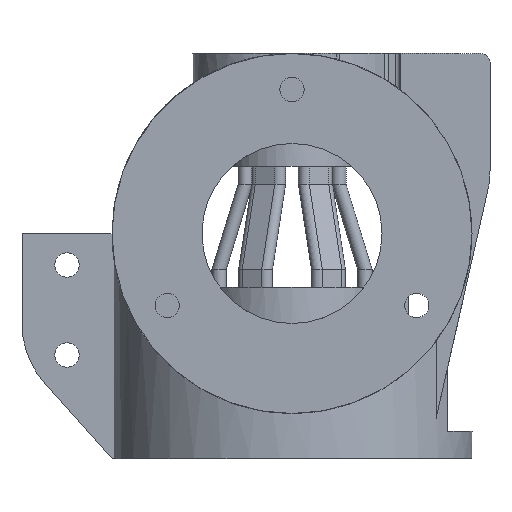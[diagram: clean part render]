
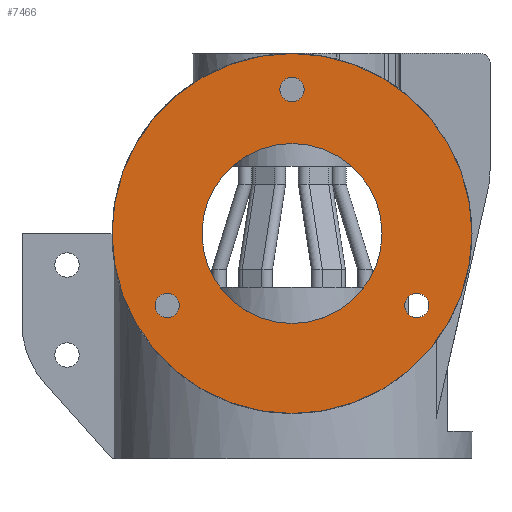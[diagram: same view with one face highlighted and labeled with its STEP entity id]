
A CAD part, left-side view. The second image highlights one B-rep face of the part: STEP entity #7466.
In plain terms, the highlighted planar face has unit normal (-1, 0, 0).
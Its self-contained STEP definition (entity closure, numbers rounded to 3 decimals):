
#467 = CYLINDRICAL_SURFACE('',#468,10.);
#468 = AXIS2_PLACEMENT_3D('',#469,#470,#471);
#469 = CARTESIAN_POINT('',(25.,0.,0.));
#470 = DIRECTION('',(-1.,0.,0.));
#471 = DIRECTION('',(0.,0.,1.));
#2706 = VERTEX_POINT('',#2707);
#2707 = CARTESIAN_POINT('',(-20.,0.,10.));
#2728 = EDGE_CURVE('',#2706,#2729,#2731,.T.);
#2729 = VERTEX_POINT('',#2730);
#2730 = CARTESIAN_POINT('',(-20.,0.,-10.));
#2731 = SURFACE_CURVE('',#2732,(#2737,#2744),.PCURVE_S1.);
#2732 = CIRCLE('',#2733,10.);
#2733 = AXIS2_PLACEMENT_3D('',#2734,#2735,#2736);
#2734 = CARTESIAN_POINT('',(-20.,0.,0.));
#2735 = DIRECTION('',(-1.,0.,0.));
#2736 = DIRECTION('',(0.,0.,1.));
#2737 = PCURVE('',#467,#2738);
#2738 = DEFINITIONAL_REPRESENTATION('',(#2739),#2743);
#2739 = LINE('',#2740,#2741);
#2740 = CARTESIAN_POINT('',(-6.283,45.));
#2741 = VECTOR('',#2742,1.);
#2742 = DIRECTION('',(1.,0.));
#2743 = ( GEOMETRIC_REPRESENTATION_CONTEXT(2) 
PARAMETRIC_REPRESENTATION_CONTEXT() REPRESENTATION_CONTEXT('2D SPACE',''
  ) );
#2744 = PCURVE('',#2745,#2750);
#2745 = PLANE('',#2746);
#2746 = AXIS2_PLACEMENT_3D('',#2747,#2748,#2749);
#2747 = CARTESIAN_POINT('',(-20.,0.,0.));
#2748 = DIRECTION('',(1.,0.,0.));
#2749 = DIRECTION('',(0.,0.,1.));
#2750 = DEFINITIONAL_REPRESENTATION('',(#2751),#2759);
#2751 = ( BOUNDED_CURVE() B_SPLINE_CURVE(2,(#2752,#2753,#2754,#2755,
#2756,#2757,#2758),.UNSPECIFIED.,.F.,.F.) B_SPLINE_CURVE_WITH_KNOTS((1,2
    ,2,2,2,1),(-2.094,0.,2.094,4.189,
6.283,8.378),.UNSPECIFIED.) CURVE() 
GEOMETRIC_REPRESENTATION_ITEM() RATIONAL_B_SPLINE_CURVE((1.,0.5,1.,0.5,
1.,0.5,1.)) REPRESENTATION_ITEM('') );
#2752 = CARTESIAN_POINT('',(10.,0.));
#2753 = CARTESIAN_POINT('',(10.,-17.321));
#2754 = CARTESIAN_POINT('',(-5.,-8.66));
#2755 = CARTESIAN_POINT('',(-20.,0.));
#2756 = CARTESIAN_POINT('',(-5.,8.66));
#2757 = CARTESIAN_POINT('',(10.,17.321));
#2758 = CARTESIAN_POINT('',(10.,0.));
#2759 = ( GEOMETRIC_REPRESENTATION_CONTEXT(2) 
PARAMETRIC_REPRESENTATION_CONTEXT() REPRESENTATION_CONTEXT('2D SPACE',''
  ) );
#2761 = EDGE_CURVE('',#2729,#2706,#2762,.T.);
#2762 = SURFACE_CURVE('',#2763,(#2768,#2775),.PCURVE_S1.);
#2763 = CIRCLE('',#2764,10.);
#2764 = AXIS2_PLACEMENT_3D('',#2765,#2766,#2767);
#2765 = CARTESIAN_POINT('',(-20.,0.,0.));
#2766 = DIRECTION('',(-1.,0.,0.));
#2767 = DIRECTION('',(0.,0.,1.));
#2768 = PCURVE('',#467,#2769);
#2769 = DEFINITIONAL_REPRESENTATION('',(#2770),#2774);
#2770 = LINE('',#2771,#2772);
#2771 = CARTESIAN_POINT('',(-6.283,45.));
#2772 = VECTOR('',#2773,1.);
#2773 = DIRECTION('',(1.,0.));
#2774 = ( GEOMETRIC_REPRESENTATION_CONTEXT(2) 
PARAMETRIC_REPRESENTATION_CONTEXT() REPRESENTATION_CONTEXT('2D SPACE',''
  ) );
#2775 = PCURVE('',#2745,#2776);
#2776 = DEFINITIONAL_REPRESENTATION('',(#2777),#2785);
#2777 = ( BOUNDED_CURVE() B_SPLINE_CURVE(2,(#2778,#2779,#2780,#2781,
#2782,#2783,#2784),.UNSPECIFIED.,.F.,.F.) B_SPLINE_CURVE_WITH_KNOTS((1,2
    ,2,2,2,1),(-2.094,0.,2.094,4.189,
6.283,8.378),.UNSPECIFIED.) CURVE() 
GEOMETRIC_REPRESENTATION_ITEM() RATIONAL_B_SPLINE_CURVE((1.,0.5,1.,0.5,
1.,0.5,1.)) REPRESENTATION_ITEM('') );
#2778 = CARTESIAN_POINT('',(10.,0.));
#2779 = CARTESIAN_POINT('',(10.,-17.321));
#2780 = CARTESIAN_POINT('',(-5.,-8.66));
#2781 = CARTESIAN_POINT('',(-20.,0.));
#2782 = CARTESIAN_POINT('',(-5.,8.66));
#2783 = CARTESIAN_POINT('',(10.,17.321));
#2784 = CARTESIAN_POINT('',(10.,0.));
#2785 = ( GEOMETRIC_REPRESENTATION_CONTEXT(2) 
PARAMETRIC_REPRESENTATION_CONTEXT() REPRESENTATION_CONTEXT('2D SPACE',''
  ) );
#7466 = ADVANCED_FACE('',(#7467,#7527,#7558,#7589,#7593),#2745,.F.);
#7467 = FACE_BOUND('',#7468,.T.);
#7468 = EDGE_LOOP('',(#7469,#7500));
#7469 = ORIENTED_EDGE('',*,*,#7470,.F.);
#7470 = EDGE_CURVE('',#7471,#7473,#7475,.T.);
#7471 = VERTEX_POINT('',#7472);
#7472 = CARTESIAN_POINT('',(-20.,0.,20.));
#7473 = VERTEX_POINT('',#7474);
#7474 = CARTESIAN_POINT('',(-20.,0.,-20.));
#7475 = SURFACE_CURVE('',#7476,(#7481,#7488),.PCURVE_S1.);
#7476 = CIRCLE('',#7477,20.);
#7477 = AXIS2_PLACEMENT_3D('',#7478,#7479,#7480);
#7478 = CARTESIAN_POINT('',(-20.,0.,0.));
#7479 = DIRECTION('',(1.,0.,0.));
#7480 = DIRECTION('',(0.,0.,1.));
#7481 = PCURVE('',#2745,#7482);
#7482 = DEFINITIONAL_REPRESENTATION('',(#7483),#7487);
#7483 = CIRCLE('',#7484,20.);
#7484 = AXIS2_PLACEMENT_2D('',#7485,#7486);
#7485 = CARTESIAN_POINT('',(0.,0.));
#7486 = DIRECTION('',(1.,0.));
#7487 = ( GEOMETRIC_REPRESENTATION_CONTEXT(2) 
PARAMETRIC_REPRESENTATION_CONTEXT() REPRESENTATION_CONTEXT('2D SPACE',''
  ) );
#7488 = PCURVE('',#7489,#7494);
#7489 = CYLINDRICAL_SURFACE('',#7490,20.);
#7490 = AXIS2_PLACEMENT_3D('',#7491,#7492,#7493);
#7491 = CARTESIAN_POINT('',(-20.,0.,0.));
#7492 = DIRECTION('',(1.,0.,0.));
#7493 = DIRECTION('',(0.,0.,1.));
#7494 = DEFINITIONAL_REPRESENTATION('',(#7495),#7499);
#7495 = LINE('',#7496,#7497);
#7496 = CARTESIAN_POINT('',(0.,0.));
#7497 = VECTOR('',#7498,1.);
#7498 = DIRECTION('',(1.,0.));
#7499 = ( GEOMETRIC_REPRESENTATION_CONTEXT(2) 
PARAMETRIC_REPRESENTATION_CONTEXT() REPRESENTATION_CONTEXT('2D SPACE',''
  ) );
#7500 = ORIENTED_EDGE('',*,*,#7501,.F.);
#7501 = EDGE_CURVE('',#7473,#7471,#7502,.T.);
#7502 = SURFACE_CURVE('',#7503,(#7508,#7515),.PCURVE_S1.);
#7503 = CIRCLE('',#7504,20.);
#7504 = AXIS2_PLACEMENT_3D('',#7505,#7506,#7507);
#7505 = CARTESIAN_POINT('',(-20.,0.,0.));
#7506 = DIRECTION('',(1.,0.,0.));
#7507 = DIRECTION('',(0.,0.,1.));
#7508 = PCURVE('',#2745,#7509);
#7509 = DEFINITIONAL_REPRESENTATION('',(#7510),#7514);
#7510 = CIRCLE('',#7511,20.);
#7511 = AXIS2_PLACEMENT_2D('',#7512,#7513);
#7512 = CARTESIAN_POINT('',(0.,0.));
#7513 = DIRECTION('',(1.,0.));
#7514 = ( GEOMETRIC_REPRESENTATION_CONTEXT(2) 
PARAMETRIC_REPRESENTATION_CONTEXT() REPRESENTATION_CONTEXT('2D SPACE',''
  ) );
#7515 = PCURVE('',#7516,#7521);
#7516 = CYLINDRICAL_SURFACE('',#7517,20.);
#7517 = AXIS2_PLACEMENT_3D('',#7518,#7519,#7520);
#7518 = CARTESIAN_POINT('',(-20.,0.,0.));
#7519 = DIRECTION('',(1.,0.,0.));
#7520 = DIRECTION('',(0.,0.,1.));
#7521 = DEFINITIONAL_REPRESENTATION('',(#7522),#7526);
#7522 = LINE('',#7523,#7524);
#7523 = CARTESIAN_POINT('',(0.,0.));
#7524 = VECTOR('',#7525,1.);
#7525 = DIRECTION('',(1.,0.));
#7526 = ( GEOMETRIC_REPRESENTATION_CONTEXT(2) 
PARAMETRIC_REPRESENTATION_CONTEXT() REPRESENTATION_CONTEXT('2D SPACE',''
  ) );
#7527 = FACE_BOUND('',#7528,.T.);
#7528 = EDGE_LOOP('',(#7529));
#7529 = ORIENTED_EDGE('',*,*,#7530,.T.);
#7530 = EDGE_CURVE('',#7531,#7531,#7533,.T.);
#7531 = VERTEX_POINT('',#7532);
#7532 = CARTESIAN_POINT('',(-20.,-1.35,16.));
#7533 = SURFACE_CURVE('',#7534,(#7539,#7546),.PCURVE_S1.);
#7534 = CIRCLE('',#7535,1.35);
#7535 = AXIS2_PLACEMENT_3D('',#7536,#7537,#7538);
#7536 = CARTESIAN_POINT('',(-20.,0.,16.));
#7537 = DIRECTION('',(1.,0.,0.));
#7538 = DIRECTION('',(0.,-1.,0.));
#7539 = PCURVE('',#2745,#7540);
#7540 = DEFINITIONAL_REPRESENTATION('',(#7541),#7545);
#7541 = CIRCLE('',#7542,1.35);
#7542 = AXIS2_PLACEMENT_2D('',#7543,#7544);
#7543 = CARTESIAN_POINT('',(16.,0.));
#7544 = DIRECTION('',(0.,1.));
#7545 = ( GEOMETRIC_REPRESENTATION_CONTEXT(2) 
PARAMETRIC_REPRESENTATION_CONTEXT() REPRESENTATION_CONTEXT('2D SPACE',''
  ) );
#7546 = PCURVE('',#7547,#7552);
#7547 = CYLINDRICAL_SURFACE('',#7548,1.35);
#7548 = AXIS2_PLACEMENT_3D('',#7549,#7550,#7551);
#7549 = CARTESIAN_POINT('',(-10.,0.,16.));
#7550 = DIRECTION('',(1.,0.,0.));
#7551 = DIRECTION('',(0.,-1.,0.));
#7552 = DEFINITIONAL_REPRESENTATION('',(#7553),#7557);
#7553 = LINE('',#7554,#7555);
#7554 = CARTESIAN_POINT('',(-6.283,-10.));
#7555 = VECTOR('',#7556,1.);
#7556 = DIRECTION('',(1.,0.));
#7557 = ( GEOMETRIC_REPRESENTATION_CONTEXT(2) 
PARAMETRIC_REPRESENTATION_CONTEXT() REPRESENTATION_CONTEXT('2D SPACE',''
  ) );
#7558 = FACE_BOUND('',#7559,.T.);
#7559 = EDGE_LOOP('',(#7560));
#7560 = ORIENTED_EDGE('',*,*,#7561,.T.);
#7561 = EDGE_CURVE('',#7562,#7562,#7564,.T.);
#7562 = VERTEX_POINT('',#7563);
#7563 = CARTESIAN_POINT('',(-20.,-15.206,-8.));
#7564 = SURFACE_CURVE('',#7565,(#7570,#7577),.PCURVE_S1.);
#7565 = CIRCLE('',#7566,1.35);
#7566 = AXIS2_PLACEMENT_3D('',#7567,#7568,#7569);
#7567 = CARTESIAN_POINT('',(-20.,-13.856,-8.));
#7568 = DIRECTION('',(1.,0.,0.));
#7569 = DIRECTION('',(0.,-1.,0.));
#7570 = PCURVE('',#2745,#7571);
#7571 = DEFINITIONAL_REPRESENTATION('',(#7572),#7576);
#7572 = CIRCLE('',#7573,1.35);
#7573 = AXIS2_PLACEMENT_2D('',#7574,#7575);
#7574 = CARTESIAN_POINT('',(-8.,13.856));
#7575 = DIRECTION('',(0.,1.));
#7576 = ( GEOMETRIC_REPRESENTATION_CONTEXT(2) 
PARAMETRIC_REPRESENTATION_CONTEXT() REPRESENTATION_CONTEXT('2D SPACE',''
  ) );
#7577 = PCURVE('',#7578,#7583);
#7578 = CYLINDRICAL_SURFACE('',#7579,1.35);
#7579 = AXIS2_PLACEMENT_3D('',#7580,#7581,#7582);
#7580 = CARTESIAN_POINT('',(-10.,-13.856,-8.));
#7581 = DIRECTION('',(1.,0.,0.));
#7582 = DIRECTION('',(0.,-1.,0.));
#7583 = DEFINITIONAL_REPRESENTATION('',(#7584),#7588);
#7584 = LINE('',#7585,#7586);
#7585 = CARTESIAN_POINT('',(-6.283,-10.));
#7586 = VECTOR('',#7587,1.);
#7587 = DIRECTION('',(1.,0.));
#7588 = ( GEOMETRIC_REPRESENTATION_CONTEXT(2) 
PARAMETRIC_REPRESENTATION_CONTEXT() REPRESENTATION_CONTEXT('2D SPACE',''
  ) );
#7589 = FACE_BOUND('',#7590,.T.);
#7590 = EDGE_LOOP('',(#7591,#7592));
#7591 = ORIENTED_EDGE('',*,*,#2761,.F.);
#7592 = ORIENTED_EDGE('',*,*,#2728,.F.);
#7593 = FACE_BOUND('',#7594,.T.);
#7594 = EDGE_LOOP('',(#7595));
#7595 = ORIENTED_EDGE('',*,*,#7596,.T.);
#7596 = EDGE_CURVE('',#7597,#7597,#7599,.T.);
#7597 = VERTEX_POINT('',#7598);
#7598 = CARTESIAN_POINT('',(-20.,12.506,-8.));
#7599 = SURFACE_CURVE('',#7600,(#7605,#7612),.PCURVE_S1.);
#7600 = CIRCLE('',#7601,1.35);
#7601 = AXIS2_PLACEMENT_3D('',#7602,#7603,#7604);
#7602 = CARTESIAN_POINT('',(-20.,13.856,-8.));
#7603 = DIRECTION('',(1.,0.,0.));
#7604 = DIRECTION('',(0.,-1.,0.));
#7605 = PCURVE('',#2745,#7606);
#7606 = DEFINITIONAL_REPRESENTATION('',(#7607),#7611);
#7607 = CIRCLE('',#7608,1.35);
#7608 = AXIS2_PLACEMENT_2D('',#7609,#7610);
#7609 = CARTESIAN_POINT('',(-8.,-13.856));
#7610 = DIRECTION('',(0.,1.));
#7611 = ( GEOMETRIC_REPRESENTATION_CONTEXT(2) 
PARAMETRIC_REPRESENTATION_CONTEXT() REPRESENTATION_CONTEXT('2D SPACE',''
  ) );
#7612 = PCURVE('',#7613,#7618);
#7613 = CYLINDRICAL_SURFACE('',#7614,1.35);
#7614 = AXIS2_PLACEMENT_3D('',#7615,#7616,#7617);
#7615 = CARTESIAN_POINT('',(-10.,13.856,-8.));
#7616 = DIRECTION('',(1.,0.,0.));
#7617 = DIRECTION('',(0.,-1.,0.));
#7618 = DEFINITIONAL_REPRESENTATION('',(#7619),#7623);
#7619 = LINE('',#7620,#7621);
#7620 = CARTESIAN_POINT('',(-6.283,-10.));
#7621 = VECTOR('',#7622,1.);
#7622 = DIRECTION('',(1.,0.));
#7623 = ( GEOMETRIC_REPRESENTATION_CONTEXT(2) 
PARAMETRIC_REPRESENTATION_CONTEXT() REPRESENTATION_CONTEXT('2D SPACE',''
  ) );
